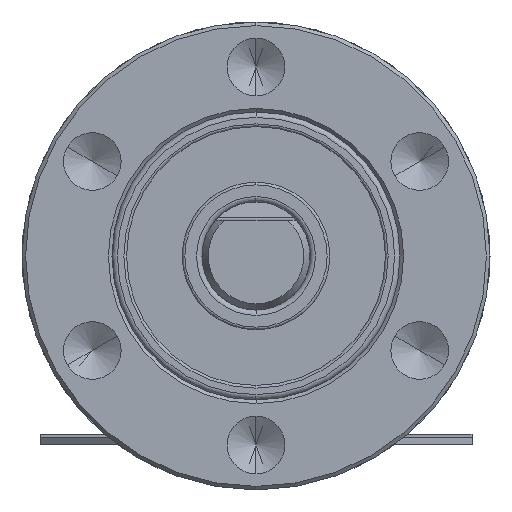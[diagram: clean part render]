
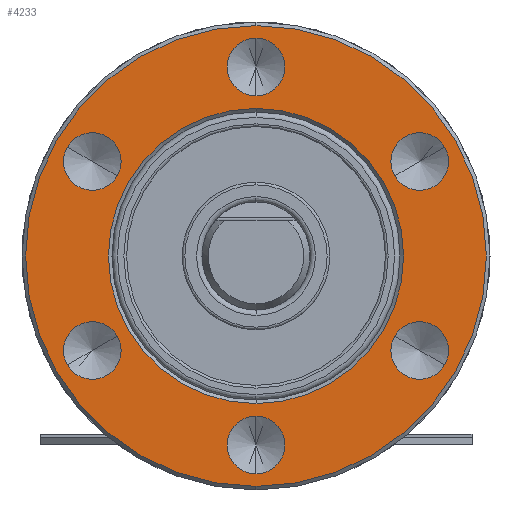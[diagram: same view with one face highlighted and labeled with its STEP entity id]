
A CAD part, left-side view. The second image highlights one B-rep face of the part: STEP entity #4233.
In plain terms, the highlighted planar face has unit normal (-1, 0, 0).
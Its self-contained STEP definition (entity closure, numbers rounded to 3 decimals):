
#3766=CARTESIAN_POINT('',(-14.44,0.,0.));
#3767=DIRECTION('',(-1.,0.,0.));
#3768=DIRECTION('',(0.,0.,1.));
#3769=AXIS2_PLACEMENT_3D('',#3766,#3767,#3768);
#3771=CARTESIAN_POINT('',(-14.44,0.,0.));
#3772=DIRECTION('',(-1.,0.,0.));
#3773=DIRECTION('',(0.,0.,-1.));
#3774=AXIS2_PLACEMENT_3D('',#3771,#3772,#3773);
#3776=CARTESIAN_POINT('',(-14.44,0.,0.));
#3777=DIRECTION('',(-1.,0.,0.));
#3778=DIRECTION('',(0.,0.,1.));
#3779=AXIS2_PLACEMENT_3D('',#3776,#3777,#3778);
#3781=CARTESIAN_POINT('',(-14.44,0.,0.));
#3782=DIRECTION('',(-1.,0.,0.));
#3783=DIRECTION('',(0.,0.,-1.));
#3784=AXIS2_PLACEMENT_3D('',#3781,#3782,#3783);
#3786=CARTESIAN_POINT('',(-14.44,0.,-5.25));
#3787=DIRECTION('',(-1.,0.,0.));
#3788=DIRECTION('',(0.,0.,1.));
#3789=AXIS2_PLACEMENT_3D('',#3786,#3787,#3788);
#3791=CARTESIAN_POINT('',(-14.44,0.,-5.25));
#3792=DIRECTION('',(-1.,0.,0.));
#3793=DIRECTION('',(0.,0.,-1.));
#3794=AXIS2_PLACEMENT_3D('',#3791,#3792,#3793);
#3796=CARTESIAN_POINT('',(-14.44,4.547,-2.625));
#3797=DIRECTION('',(-1.,0.,0.));
#3798=DIRECTION('',(0.,-0.866,0.5));
#3799=AXIS2_PLACEMENT_3D('',#3796,#3797,#3798);
#3801=CARTESIAN_POINT('',(-14.44,4.547,-2.625));
#3802=DIRECTION('',(-1.,0.,0.));
#3803=DIRECTION('',(0.,0.866,-0.5));
#3804=AXIS2_PLACEMENT_3D('',#3801,#3802,#3803);
#3806=CARTESIAN_POINT('',(-14.44,4.547,2.625));
#3807=DIRECTION('',(-1.,0.,0.));
#3808=DIRECTION('',(0.,-0.866,-0.5));
#3809=AXIS2_PLACEMENT_3D('',#3806,#3807,#3808);
#3811=CARTESIAN_POINT('',(-14.44,4.547,2.625));
#3812=DIRECTION('',(-1.,0.,0.));
#3813=DIRECTION('',(0.,0.866,0.5));
#3814=AXIS2_PLACEMENT_3D('',#3811,#3812,#3813);
#3816=CARTESIAN_POINT('',(-14.44,0.,5.25));
#3817=DIRECTION('',(-1.,0.,0.));
#3818=DIRECTION('',(0.,0.,-1.));
#3819=AXIS2_PLACEMENT_3D('',#3816,#3817,#3818);
#3821=CARTESIAN_POINT('',(-14.44,0.,5.25));
#3822=DIRECTION('',(-1.,0.,0.));
#3823=DIRECTION('',(0.,0.,1.));
#3824=AXIS2_PLACEMENT_3D('',#3821,#3822,#3823);
#3826=CARTESIAN_POINT('',(-14.44,-4.547,2.625));
#3827=DIRECTION('',(-1.,0.,0.));
#3828=DIRECTION('',(0.,0.866,-0.5));
#3829=AXIS2_PLACEMENT_3D('',#3826,#3827,#3828);
#3831=CARTESIAN_POINT('',(-14.44,-4.547,2.625));
#3832=DIRECTION('',(-1.,0.,0.));
#3833=DIRECTION('',(0.,-0.866,0.5));
#3834=AXIS2_PLACEMENT_3D('',#3831,#3832,#3833);
#3836=CARTESIAN_POINT('',(-14.44,-4.547,-2.625));
#3837=DIRECTION('',(-1.,0.,0.));
#3838=DIRECTION('',(0.,0.866,0.5));
#3839=AXIS2_PLACEMENT_3D('',#3836,#3837,#3838);
#3841=CARTESIAN_POINT('',(-14.44,-4.547,-2.625));
#3842=DIRECTION('',(-1.,0.,0.));
#3843=DIRECTION('',(0.,-0.866,-0.5));
#3844=AXIS2_PLACEMENT_3D('',#3841,#3842,#3843);
#4028=CARTESIAN_POINT('',(-14.44,0.,4.1));
#4029=CARTESIAN_POINT('',(-14.44,0.,-4.1));
#4030=VERTEX_POINT('',#4028);
#4031=VERTEX_POINT('',#4029);
#4040=CARTESIAN_POINT('',(-14.44,0.,6.4));
#4041=CARTESIAN_POINT('',(-14.44,0.,-6.4));
#4042=VERTEX_POINT('',#4040);
#4043=VERTEX_POINT('',#4041);
#4054=CARTESIAN_POINT('',(-14.44,0.,-4.45));
#4055=CARTESIAN_POINT('',(-14.44,0.,-6.05));
#4056=VERTEX_POINT('',#4054);
#4057=VERTEX_POINT('',#4055);
#4064=CARTESIAN_POINT('',(-14.44,3.854,-2.225));
#4065=CARTESIAN_POINT('',(-14.44,5.239,-3.025));
#4066=VERTEX_POINT('',#4064);
#4067=VERTEX_POINT('',#4065);
#4074=CARTESIAN_POINT('',(-14.44,3.854,2.225));
#4075=CARTESIAN_POINT('',(-14.44,5.239,3.025));
#4076=VERTEX_POINT('',#4074);
#4077=VERTEX_POINT('',#4075);
#4084=CARTESIAN_POINT('',(-14.44,0.,4.45));
#4085=CARTESIAN_POINT('',(-14.44,0.,6.05));
#4086=VERTEX_POINT('',#4084);
#4087=VERTEX_POINT('',#4085);
#4094=CARTESIAN_POINT('',(-14.44,-3.854,2.225));
#4095=CARTESIAN_POINT('',(-14.44,-5.239,3.025));
#4096=VERTEX_POINT('',#4094);
#4097=VERTEX_POINT('',#4095);
#4104=CARTESIAN_POINT('',(-14.44,-3.854,-2.225));
#4105=CARTESIAN_POINT('',(-14.44,-5.239,-3.025));
#4106=VERTEX_POINT('',#4104);
#4107=VERTEX_POINT('',#4105);
#4181=CARTESIAN_POINT('',(-14.44,0.,0.));
#4182=DIRECTION('',(1.,0.,0.));
#4183=DIRECTION('',(0.,0.,-1.));
#4184=AXIS2_PLACEMENT_3D('',#4181,#4182,#4183);
#4185=PLANE('',#4184);
#4186=ORIENTED_EDGE('',*,*,#4171,.F.);
#4188=ORIENTED_EDGE('',*,*,#4187,.F.);
#4189=EDGE_LOOP('',(#4186,#4188));
#4190=FACE_OUTER_BOUND('',#4189,.F.);
#4192=ORIENTED_EDGE('',*,*,#4191,.T.);
#4194=ORIENTED_EDGE('',*,*,#4193,.T.);
#4195=EDGE_LOOP('',(#4192,#4194));
#4196=FACE_BOUND('',#4195,.F.);
#4198=ORIENTED_EDGE('',*,*,#4197,.T.);
#4200=ORIENTED_EDGE('',*,*,#4199,.T.);
#4201=EDGE_LOOP('',(#4198,#4200));
#4202=FACE_BOUND('',#4201,.F.);
#4204=ORIENTED_EDGE('',*,*,#4203,.T.);
#4206=ORIENTED_EDGE('',*,*,#4205,.T.);
#4207=EDGE_LOOP('',(#4204,#4206));
#4208=FACE_BOUND('',#4207,.F.);
#4210=ORIENTED_EDGE('',*,*,#4209,.T.);
#4212=ORIENTED_EDGE('',*,*,#4211,.T.);
#4213=EDGE_LOOP('',(#4210,#4212));
#4214=FACE_BOUND('',#4213,.F.);
#4216=ORIENTED_EDGE('',*,*,#4215,.T.);
#4218=ORIENTED_EDGE('',*,*,#4217,.T.);
#4219=EDGE_LOOP('',(#4216,#4218));
#4220=FACE_BOUND('',#4219,.F.);
#4222=ORIENTED_EDGE('',*,*,#4221,.T.);
#4224=ORIENTED_EDGE('',*,*,#4223,.T.);
#4225=EDGE_LOOP('',(#4222,#4224));
#4226=FACE_BOUND('',#4225,.F.);
#4228=ORIENTED_EDGE('',*,*,#4227,.T.);
#4230=ORIENTED_EDGE('',*,*,#4229,.T.);
#4231=EDGE_LOOP('',(#4228,#4230));
#4232=FACE_BOUND('',#4231,.F.);
#4233=ADVANCED_FACE('',(#4190,#4196,#4202,#4208,#4214,#4220,#4226,#4232),#4185,
.F.);
#3770=CIRCLE('',#3769,4.1);
#3775=CIRCLE('',#3774,4.1);
#3780=CIRCLE('',#3779,6.4);
#3785=CIRCLE('',#3784,6.4);
#3790=CIRCLE('',#3789,0.8);
#3795=CIRCLE('',#3794,0.8);
#3800=CIRCLE('',#3799,0.8);
#3805=CIRCLE('',#3804,0.8);
#3810=CIRCLE('',#3809,0.8);
#3815=CIRCLE('',#3814,0.8);
#3820=CIRCLE('',#3819,0.8);
#3825=CIRCLE('',#3824,0.8);
#3830=CIRCLE('',#3829,0.8);
#3835=CIRCLE('',#3834,0.8);
#3840=CIRCLE('',#3839,0.8);
#3845=CIRCLE('',#3844,0.8);
#4171=EDGE_CURVE('',#4042,#4043,#3780,.T.);
#4187=EDGE_CURVE('',#4043,#4042,#3785,.T.);
#4191=EDGE_CURVE('',#4030,#4031,#3770,.T.);
#4193=EDGE_CURVE('',#4031,#4030,#3775,.T.);
#4197=EDGE_CURVE('',#4056,#4057,#3790,.T.);
#4199=EDGE_CURVE('',#4057,#4056,#3795,.T.);
#4203=EDGE_CURVE('',#4066,#4067,#3800,.T.);
#4205=EDGE_CURVE('',#4067,#4066,#3805,.T.);
#4209=EDGE_CURVE('',#4076,#4077,#3810,.T.);
#4211=EDGE_CURVE('',#4077,#4076,#3815,.T.);
#4215=EDGE_CURVE('',#4086,#4087,#3820,.T.);
#4217=EDGE_CURVE('',#4087,#4086,#3825,.T.);
#4221=EDGE_CURVE('',#4096,#4097,#3830,.T.);
#4223=EDGE_CURVE('',#4097,#4096,#3835,.T.);
#4227=EDGE_CURVE('',#4106,#4107,#3840,.T.);
#4229=EDGE_CURVE('',#4107,#4106,#3845,.T.);
